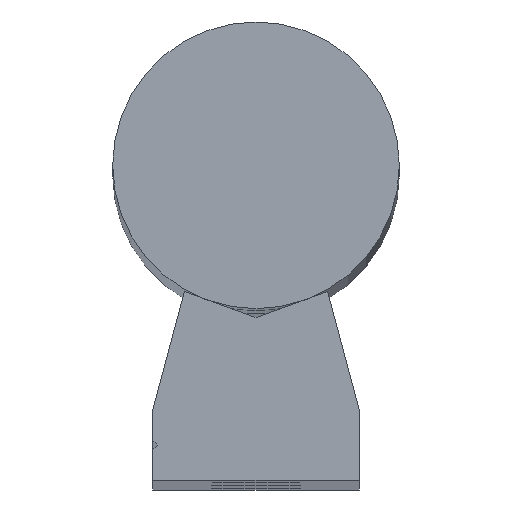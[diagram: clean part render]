
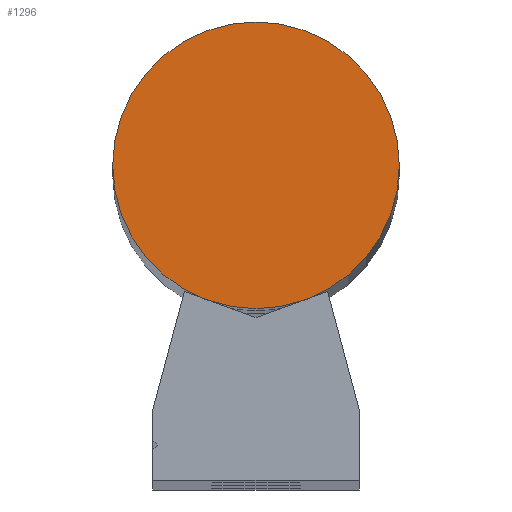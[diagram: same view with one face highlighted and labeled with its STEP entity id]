
A CAD part, top view. The second image highlights one B-rep face of the part: STEP entity #1296.
In plain terms, the highlighted planar face has unit normal (0, 0, 1).
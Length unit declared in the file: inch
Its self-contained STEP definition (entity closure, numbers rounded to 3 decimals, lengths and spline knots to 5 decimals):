
#48 = CARTESIAN_POINT ( 'NONE',  ( 0., 0.687, 0. ) ) ;
#89 = CIRCLE ( 'NONE', #809, 0.3125 ) ;
#102 = CARTESIAN_POINT ( 'NONE',  ( 0., 0.687, 0. ) ) ;
#111 = EDGE_LOOP ( 'NONE', ( #1293, #668 ) ) ;
#147 = AXIS2_PLACEMENT_3D ( 'NONE', #1039, #267, #1536 ) ;
#204 = VERTEX_POINT ( 'NONE', #980 ) ;
#267 = DIRECTION ( 'NONE',  ( 0., 0., 1. ) ) ;
#612 = DIRECTION ( 'NONE',  ( 0., 0., 1. ) ) ;
#623 = VERTEX_POINT ( 'NONE', #1616 ) ;
#627 = DIRECTION ( 'NONE',  ( 1., 0., 0. ) ) ;
#668 = ORIENTED_EDGE ( 'NONE', *, *, #756, .T. ) ;
#707 = DIRECTION ( 'NONE',  ( 0., 0., 1. ) ) ;
#756 = EDGE_CURVE ( 'NONE', #204, #623, #1105, .T. ) ;
#809 = AXIS2_PLACEMENT_3D ( 'NONE', #102, #612, #627 ) ;
#857 = DIRECTION ( 'NONE',  ( 1., 0., 0. ) ) ;
#916 = PLANE ( 'NONE',  #147 ) ;
#971 = AXIS2_PLACEMENT_3D ( 'NONE', #48, #707, #857 ) ;
#980 = CARTESIAN_POINT ( 'NONE',  ( -0.3125, 0.687, 0. ) ) ;
#1039 = CARTESIAN_POINT ( 'NONE',  ( 0., 0.687, 0. ) ) ;
#1105 = CIRCLE ( 'NONE', #971, 0.3125 ) ;
#1279 = FACE_OUTER_BOUND ( 'NONE', #111, .T. ) ;
#1293 = ORIENTED_EDGE ( 'NONE', *, *, #1458, .T. ) ;
#1296 = ADVANCED_FACE ( 'NONE', ( #1279 ), #916, .T. ) ;
#1458 = EDGE_CURVE ( 'NONE', #623, #204, #89, .T. ) ;
#1536 = DIRECTION ( 'NONE',  ( 1., 0., 0. ) ) ;
#1616 = CARTESIAN_POINT ( 'NONE',  ( 0.3125, 0.687, 0. ) ) ;
